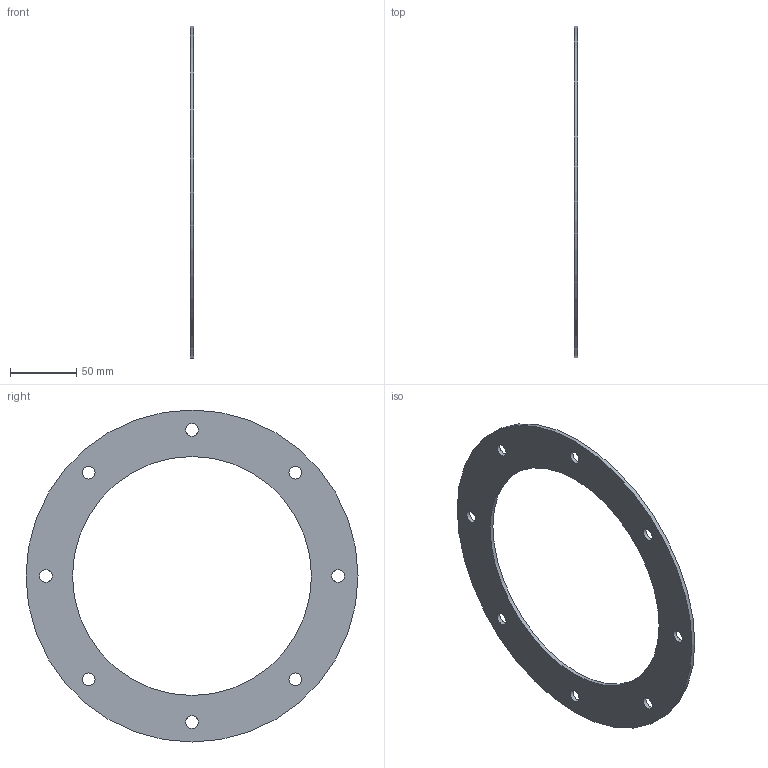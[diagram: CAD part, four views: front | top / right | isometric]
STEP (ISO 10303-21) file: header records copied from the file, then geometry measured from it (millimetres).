
FILE_DESCRIPTION( ( 'STEP AP214' ), '1' );
FILE_NAME( '3000694H.stp', '2021-12-06T12:07:46', ( 'License CC BY-ND 4.0' ), ( 'CADENAS' ), ' ', 'PARTsolutions', ' ' );
FILE_SCHEMA( ( 'AUTOMOTIVE_DESIGN { 1 0 10303 214 1 1 1 1 }' ) );
Length unit declared in the file: millimetre
Products named in the file (1): _3000694H
Bounding box: 3 x 250 x 250 mm (x, y, z)
Volume: 69220.3 mm3; surface area: 50915.8 mm2
Topology: 1 solids, 1 shells, 12 faces, 30 edges, 20 vertices
Faces by surface type: cylinder 10, plane 2
Full cylindrical faces by diameter (mm): 9.5 x8, 180 x1, 250 x1
Entity records: 472 total; most frequent: DIRECTION 66, CARTESIAN_POINT 53, EDGE_LOOP 40, ORIENTED_EDGE 40, AXIS2_PLACEMENT_3D 33, FACE_OUTER_BOUND 22, EDGE_CURVE 20, VERTEX_POINT 20
